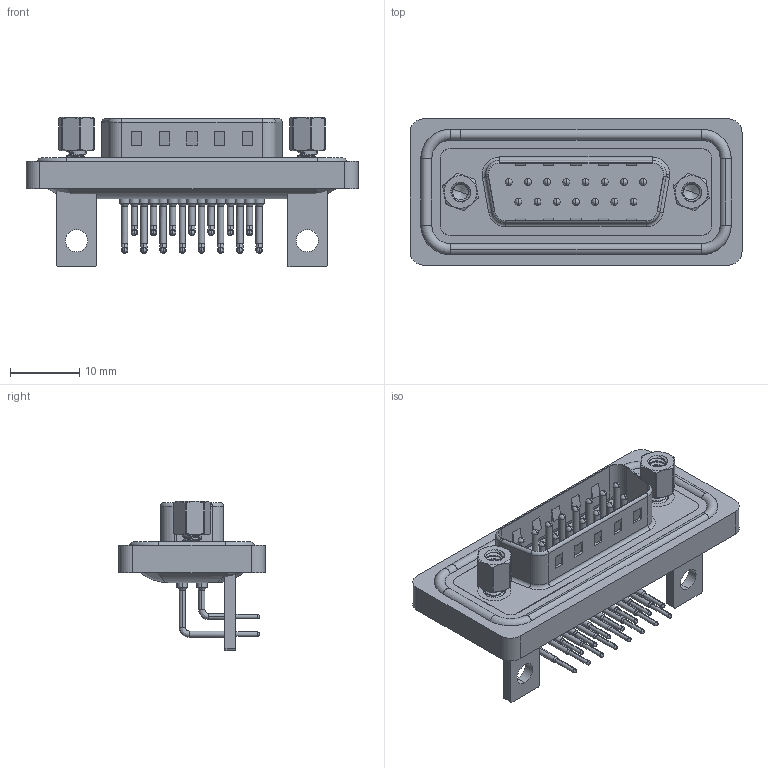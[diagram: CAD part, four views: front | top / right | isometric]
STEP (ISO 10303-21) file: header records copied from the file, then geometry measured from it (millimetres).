
FILE_DESCRIPTION (( 'STEP AP203' ), '1' );
FILE_NAME ('629-W15-340-015.STEP', '2024-04-12T16:15:00', ( '' ), ( '' ), 'SwSTEP 2.0', 'SolidWorks 2023', '' );
FILE_SCHEMA (( 'CONFIG_CONTROL_DESIGN' ));
Length unit declared in the file: millimetre
Products named in the file (9): 629W 4-40 Hex Standoff; 629W Shell_15 Contacts; 629W Waterproof Housing_15 Contacts; 629W Contact Row 1; 629W Housing_15 Contacts; 629W Stabilizer Bracket; 629W 4-40 Threaded Rivet_Stabilizer; 629W Contact Row 2; 629-W15-340-015
Assembly tree (24 placements, depth 2):
  629-W15-340-015
    629W Housing_15 Contacts
    629W Shell_15 Contacts
    629W Waterproof Housing_15 Contacts
    629W Contact Row 1  x8
    629W Contact Row 2  x7
    629W 4-40 Threaded Rivet_Stabilizer  x2
    629W 4-40 Hex Standoff  x2
    629W Stabilizer Bracket  x2
Bounding box: 47.89 x 21.1 x 21.5 mm (x, y, z)
Volume: 5228.8 mm3; surface area: 9122.1 mm2
Topology: 25 solids, 25 shells, 2212 faces, 6132 edges, 3983 vertices
Faces by surface type: plane 1155, cylinder 810, bspline 112, cone 92, torus 43
Entity records: 29186 total; most frequent: CARTESIAN_POINT 8553, DIRECTION 4118, ORIENTED_EDGE 3980, EDGE_CURVE 1990, AXIS2_PLACEMENT_3D 1501, VERTEX_POINT 1293, LINE 1116, VECTOR 1116
